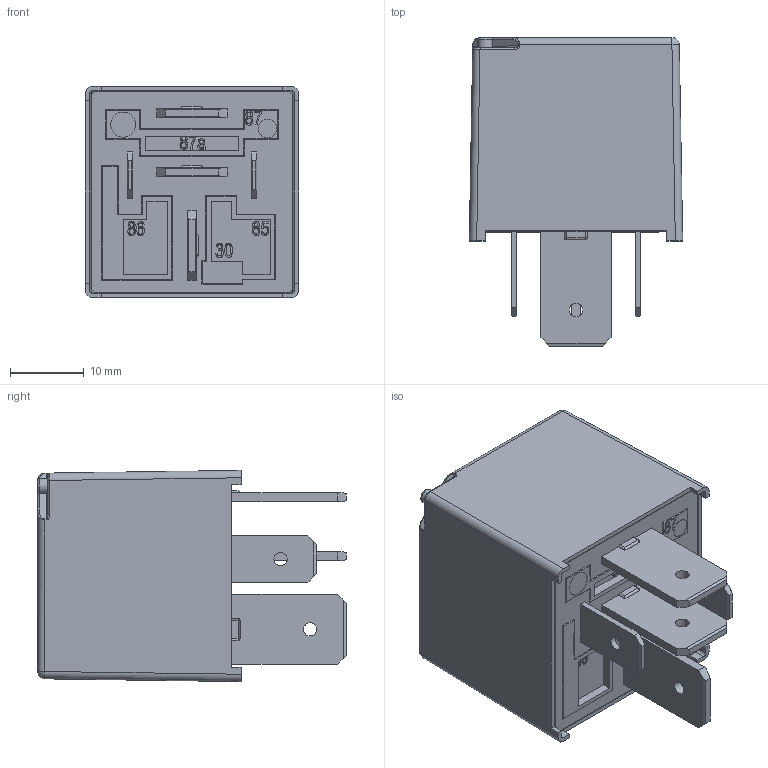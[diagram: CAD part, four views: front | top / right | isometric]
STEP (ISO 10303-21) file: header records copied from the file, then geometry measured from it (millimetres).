
FILE_DESCRIPTION(/* description */ (''),/* implementation_level */ '2;1');
FILE_NAME(/* name */ 'A31CSQ_HeavyDuty.stp',/* time_stamp */ '2023-08-28T10:18:08-05:00',/* author */ ('cnher'),/* organization */ (''),/* preprocessor_version */ 'ST-DEVELOPER v19',/* originating_system */ 'Autodesk Inventor 2023',/* authorisation */ '');
FILE_SCHEMA (('AUTOMOTIVE_DESIGN { 1 0 10303 214 3 1 1 }'));
Products named in the file (5): A31C_QuickConnect; Base_A31CSQ; Cover; Terminal_A31C_QC_STD_2; Terminal_A31C_QC_HD
Assembly tree (7 placements, depth 2):
  A31C_QuickConnect
    Base_A31CSQ
    Cover
    Terminal_A31C_QC_STD_2  x2
    Terminal_A31C_QC_HD  x3
Bounding box: 28.9 x 41.8 x 28.6 mm (x, y, z)
Volume: 4107.1 mm3; surface area: 10628.8 mm2
Topology: 7 solids, 7 shells, 431 faces, 1094 edges, 715 vertices
Faces by surface type: plane 199, bspline 132, cylinder 84, sphere 15, torus 1
Full cylindrical faces by diameter (mm): 0.8 x1, 1.8 x5, 2 x1, 2.5 x1, 3.4 x1
Entity records: 12215 total; most frequent: CARTESIAN_POINT 3770, ORIENTED_EDGE 1900, DIRECTION 1316, EDGE_CURVE 950, VERTEX_POINT 623, LINE 576, VECTOR 576, EDGE_LOOP 413
